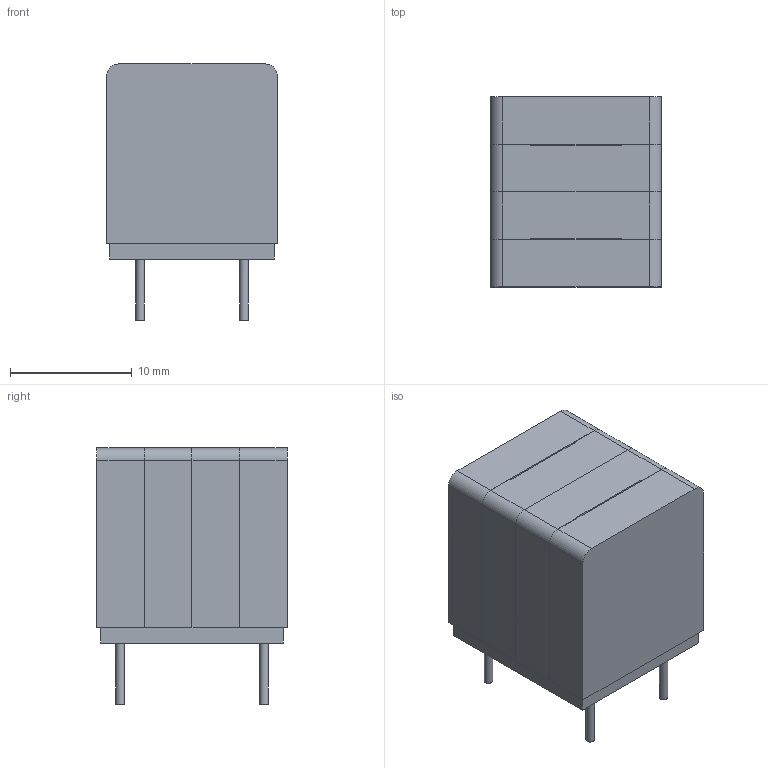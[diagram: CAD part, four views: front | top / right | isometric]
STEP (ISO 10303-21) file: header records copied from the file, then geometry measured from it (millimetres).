
FILE_DESCRIPTION( ( 'Unknown' ), '1' );
FILE_NAME( '7444xx1415xxx_15_22.stp', 'Unknown', ( 'Unknown' ), ( 'Unknown' ), 'PSStep 21.0.46', 'Unknown', ' ' );
FILE_SCHEMA( ( 'AUTOMOTIVE_DESIGN { 1 0 10303 214 1 1 1 1 }' ) );
Length unit declared in the file: millimetre
Products named in the file (6): Assem1; Ferrite_1; Ferrite_2; Base; Ferrite_3; Coil
Assembly tree (7 placements, depth 2):
  Assem1
    Ferrite_1  x2
    Ferrite_2
    Base
    Ferrite_3
    Coil  x2
Bounding box: 14 x 15.6 x 21 mm (x, y, z)
Volume: 2700.7 mm3; surface area: 4639.7 mm2
Topology: 7 solids, 7 shells, 176 faces, 531 edges, 356 vertices
Faces by surface type: plane 119, cylinder 25, extrusion 16, bspline 16
Full cylindrical faces by diameter (mm): 0.7 x4, 0.8 x4, 0.9 x1, 7.3 x1, 7.35 x3
Entity records: 9433 total; most frequent: CARTESIAN_POINT 4775, ORIENTED_EDGE 780, DIRECTION 535, EDGE_CURVE 390, VERTEX_POINT 268, EDGE_LOOP 192, VECTOR 181, AXIS2_PLACEMENT_3D 177
